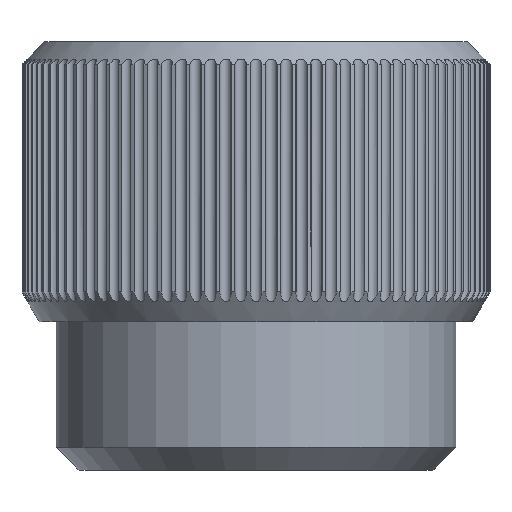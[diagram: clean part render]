
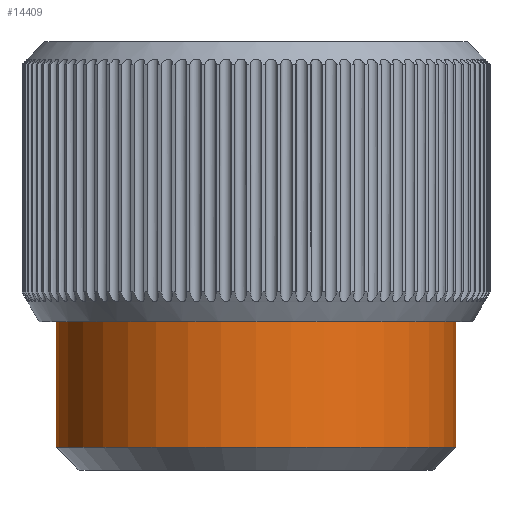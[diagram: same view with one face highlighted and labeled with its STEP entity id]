
A CAD part, front view. The second image highlights one B-rep face of the part: STEP entity #14409.
In plain terms, the highlighted cylindrical face has radius 4.445 mm (diameter 8.89 mm), a partial arc.
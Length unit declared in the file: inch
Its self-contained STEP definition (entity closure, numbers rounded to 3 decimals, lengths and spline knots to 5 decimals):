
#169 = VERTEX_POINT ( 'NONE', #17261 ) ;
#510 = EDGE_LOOP ( 'NONE', ( #10937, #21994, #2596, #22233 ) ) ;
#1600 = FACE_OUTER_BOUND ( 'NONE', #510, .T. ) ;
#2596 = ORIENTED_EDGE ( 'NONE', *, *, #17334, .T. ) ;
#3599 = LINE ( 'NONE', #19529, #12785 ) ;
#4767 = CIRCLE ( 'NONE', #12352, 0.175 ) ;
#6466 = DIRECTION ( 'NONE',  ( 0., 0., 1. ) ) ;
#6708 = VERTEX_POINT ( 'NONE', #12603 ) ;
#6786 = CARTESIAN_POINT ( 'NONE',  ( 0.23128, -0.02174, 0.53061 ) ) ;
#8927 = DIRECTION ( 'NONE',  ( 0., 0., 1. ) ) ;
#9373 = AXIS2_PLACEMENT_3D ( 'NONE', #19923, #8927, #21816 ) ;
#9554 = LINE ( 'NONE', #6786, #23605 ) ;
#10937 = ORIENTED_EDGE ( 'NONE', *, *, #18598, .F. ) ;
#10955 = VERTEX_POINT ( 'NONE', #20323 ) ;
#12352 = AXIS2_PLACEMENT_3D ( 'NONE', #17434, #6466, #19319 ) ;
#12603 = CARTESIAN_POINT ( 'NONE',  ( 0.58128, -0.02174, 0.28561 ) ) ;
#12785 = VECTOR ( 'NONE', #21384, 39.37008 ) ;
#13545 = AXIS2_PLACEMENT_3D ( 'NONE', #14265, #21512, #18024 ) ;
#13781 = VERTEX_POINT ( 'NONE', #17809 ) ;
#14265 = CARTESIAN_POINT ( 'NONE',  ( 0.40628, -0.02174, 0.53061 ) ) ;
#14409 = ADVANCED_FACE ( 'NONE', ( #1600 ), #23151, .T. ) ;
#16683 = CIRCLE ( 'NONE', #9373, 0.175 ) ;
#17261 = CARTESIAN_POINT ( 'NONE',  ( 0.58128, -0.02174, 0.17561 ) ) ;
#17334 = EDGE_CURVE ( 'NONE', #169, #6708, #3599, .T. ) ;
#17434 = CARTESIAN_POINT ( 'NONE',  ( 0.40628, -0.02174, 0.17561 ) ) ;
#17809 = CARTESIAN_POINT ( 'NONE',  ( 0.23128, -0.02174, 0.28561 ) ) ;
#18024 = DIRECTION ( 'NONE',  ( 1., 0., 0. ) ) ;
#18598 = EDGE_CURVE ( 'NONE', #10955, #13781, #9554, .T. ) ;
#19319 = DIRECTION ( 'NONE',  ( 1., 0., 0. ) ) ;
#19529 = CARTESIAN_POINT ( 'NONE',  ( 0.58128, -0.02174, 0.53061 ) ) ;
#19623 = DIRECTION ( 'NONE',  ( 0., 0., 1. ) ) ;
#19923 = CARTESIAN_POINT ( 'NONE',  ( 0.40628, -0.02174, 0.28561 ) ) ;
#20323 = CARTESIAN_POINT ( 'NONE',  ( 0.23128, -0.02174, 0.17561 ) ) ;
#21347 = EDGE_CURVE ( 'NONE', #10955, #169, #4767, .T. ) ;
#21384 = DIRECTION ( 'NONE',  ( 0., 0., 1. ) ) ;
#21512 = DIRECTION ( 'NONE',  ( 0., 0., 1. ) ) ;
#21816 = DIRECTION ( 'NONE',  ( 1., 0., 0. ) ) ;
#21994 = ORIENTED_EDGE ( 'NONE', *, *, #21347, .T. ) ;
#22233 = ORIENTED_EDGE ( 'NONE', *, *, #23476, .F. ) ;
#23151 = CYLINDRICAL_SURFACE ( 'NONE', #13545, 0.175 ) ;
#23476 = EDGE_CURVE ( 'NONE', #13781, #6708, #16683, .T. ) ;
#23605 = VECTOR ( 'NONE', #19623, 39.37008 ) ;
